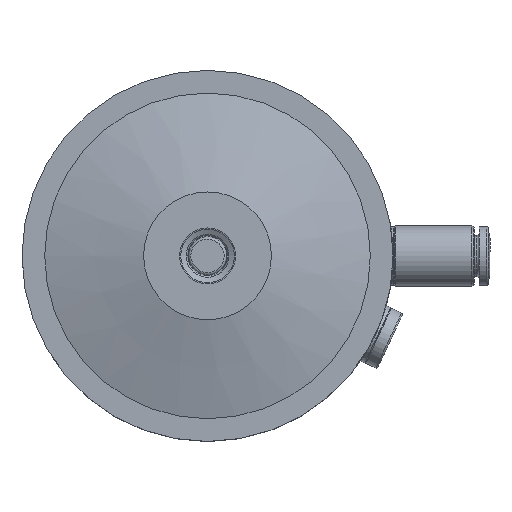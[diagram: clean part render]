
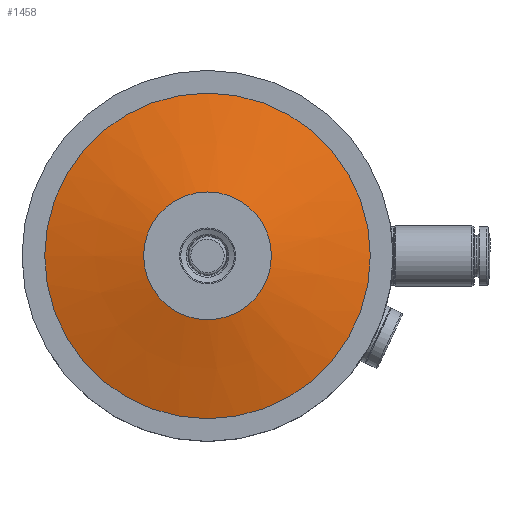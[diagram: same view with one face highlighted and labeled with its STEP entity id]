
A CAD part, top view. The second image highlights one B-rep face of the part: STEP entity #1458.
In plain terms, the highlighted conical face has half-angle 75 degrees and reference radius 21.5 mm.
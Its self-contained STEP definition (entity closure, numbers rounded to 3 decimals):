
#125=CONICAL_SURFACE('',#1565,21.5,1.309);
#189=ORIENTED_EDGE('',*,*,#396,.T.);
#190=ORIENTED_EDGE('',*,*,#397,.F.);
#396=EDGE_CURVE('',#500,#500,#586,.T.);
#397=EDGE_CURVE('',#501,#501,#587,.T.);
#500=VERTEX_POINT('',#2058);
#501=VERTEX_POINT('',#2061);
#586=CIRCLE('',#1564,8.438);
#587=CIRCLE('',#1566,21.5);
#647=EDGE_LOOP('',(#189));
#648=EDGE_LOOP('',(#190));
#783=FACE_BOUND('',#647,.T.);
#784=FACE_BOUND('',#648,.T.);
#1458=ADVANCED_FACE('',(#783,#784),#125,.T.);
#1564=AXIS2_PLACEMENT_3D('',#2057,#1715,#1716);
#1565=AXIS2_PLACEMENT_3D('',#2059,#1717,#1718);
#1566=AXIS2_PLACEMENT_3D('',#2060,#1719,#1720);
#1715=DIRECTION('',(0.,0.,-1.));
#1716=DIRECTION('',(-1.,0.,0.));
#1717=DIRECTION('',(0.,0.,-1.));
#1718=DIRECTION('',(-1.,0.,0.));
#1719=DIRECTION('',(0.,0.,-1.));
#1720=DIRECTION('',(1.,0.,0.));
#2057=CARTESIAN_POINT('',(0.,0.,17.5));
#2058=CARTESIAN_POINT('',(-8.438,0.,17.5));
#2059=CARTESIAN_POINT('',(0.,0.,14.));
#2060=CARTESIAN_POINT('',(0.,0.,14.));
#2061=CARTESIAN_POINT('',(21.5,0.,14.));
